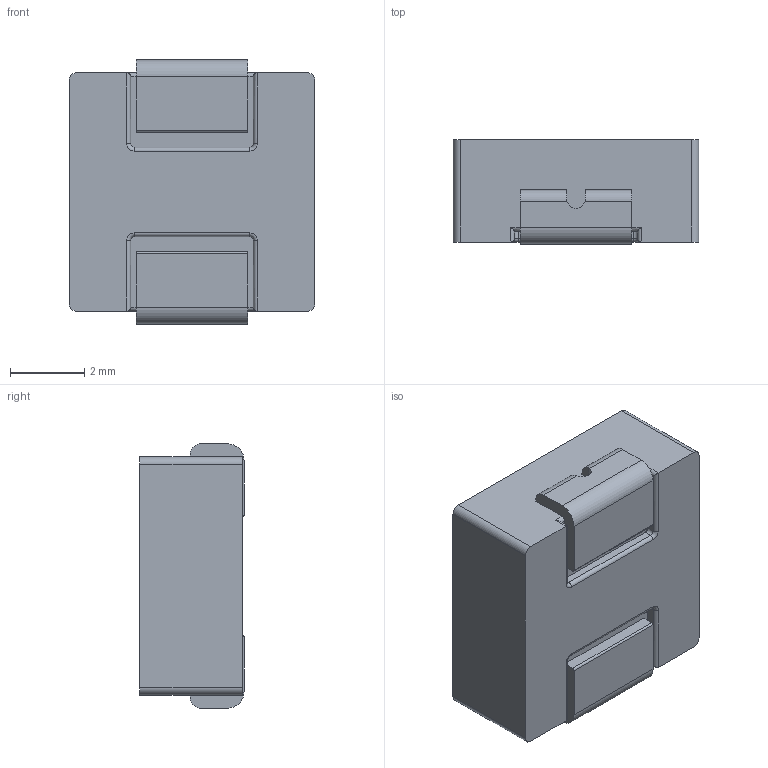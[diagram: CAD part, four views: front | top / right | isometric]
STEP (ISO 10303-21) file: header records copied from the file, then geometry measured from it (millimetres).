
FILE_DESCRIPTION(('FreeCAD Model'),'2;1');
FILE_NAME('Open CASCADE Shape Model','2021-06-11T23:26:03',('Author'),( ''),'Open CASCADE STEP processor 7.5','FreeCAD','Unknown');
FILE_SCHEMA(('AUTOMOTIVE_DESIGN { 1 0 10303 214 1 1 1 1 }'));
Length unit declared in the file: millimetre
Products named in the file (1): PA4341A
Bounding box: 6.6 x 2.8 x 7.1 mm (x, y, z)
Volume: 117.9 mm3; surface area: 167.9 mm2
Topology: 1 solids, 1 shells, 180 faces, 494 edges, 324 vertices
Faces by surface type: plane 98, bspline 46, cylinder 32, torus 4
Entity records: 14253 total; most frequent: CARTESIAN_POINT 3751, DIRECTION 1469, LINE 1078, VECTOR 1078, ORIENTED_EDGE 988, PCURVE 988, DEFINITIONAL_REPRESENTATION 988, EDGE_CURVE 494
